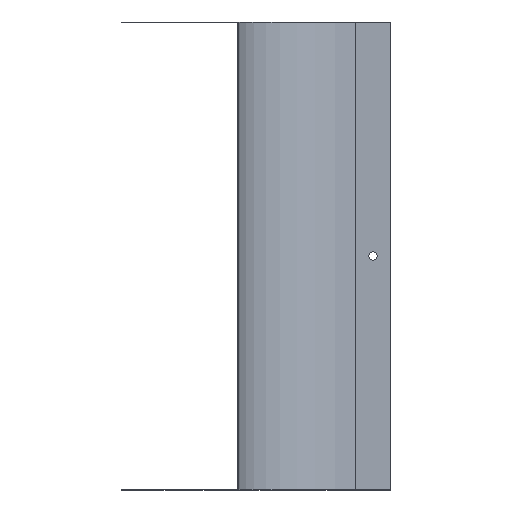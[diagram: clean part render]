
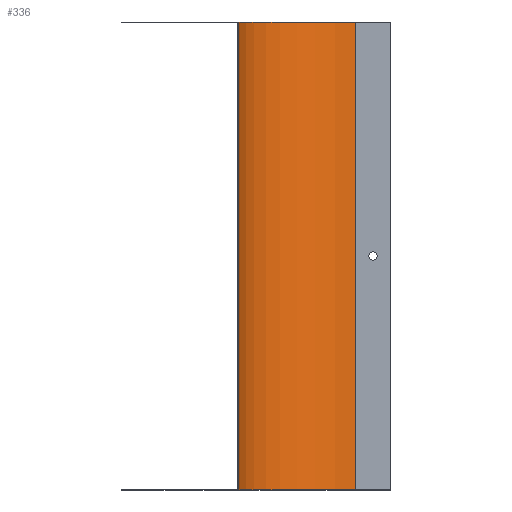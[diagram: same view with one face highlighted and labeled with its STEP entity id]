
A CAD part, front view. The second image highlights one B-rep face of the part: STEP entity #336.
In plain terms, the highlighted cylindrical face has radius 100 mm (diameter 200 mm), a partial arc.
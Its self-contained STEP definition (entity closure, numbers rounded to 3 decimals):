
#5 = AXIS2_PLACEMENT_3D ( 'NONE', #468, #469, #470 ) ;
#6 = AXIS2_PLACEMENT_3D ( 'NONE', #463, #464, #465 ) ;
#39 = CIRCLE ( 'NONE', #6, 100. ) ;
#41 = LINE ( 'NONE', #444, #43 ) ;
#42 = CIRCLE ( 'NONE', #5, 100. ) ;
#43 = VECTOR ( 'NONE', #445, 1000. ) ;
#108 = VECTOR ( 'NONE', #695, 1000. ) ;
#274 = CARTESIAN_POINT ( 'NONE',  ( 200., 130., -399.2 ) ) ;
#295 = AXIS2_PLACEMENT_3D ( 'NONE', #754, #753, #747 ) ;
#316 = EDGE_CURVE ( 'NONE', #1307, #1394, #1407, .T. ) ;
#336 = ADVANCED_FACE ( 'NONE', ( #574 ), #579, .F. ) ;
#444 = CARTESIAN_POINT ( 'NONE',  ( 200., 130., 0.8 ) ) ;
#445 = DIRECTION ( 'NONE',  ( 0., 0., -1. ) ) ;
#463 = CARTESIAN_POINT ( 'NONE',  ( 200., 30., -399.2 ) ) ;
#464 = DIRECTION ( 'NONE',  ( 0., 0., -1. ) ) ;
#465 = DIRECTION ( 'NONE',  ( 1., 0., 0. ) ) ;
#468 = CARTESIAN_POINT ( 'NONE',  ( 200., 30., 0.8 ) ) ;
#469 = DIRECTION ( 'NONE',  ( 0., 0., -1. ) ) ;
#470 = DIRECTION ( 'NONE',  ( 1., 0., 0. ) ) ;
#574 = FACE_OUTER_BOUND ( 'NONE', #1716, .T. ) ;
#579 = CYLINDRICAL_SURFACE ( 'NONE', #295, 100. ) ;
#690 = CARTESIAN_POINT ( 'NONE',  ( 100., 30., 0.8 ) ) ;
#695 = DIRECTION ( 'NONE',  ( 0., 0., -1. ) ) ;
#747 = DIRECTION ( 'NONE',  ( -1., 0., 0. ) ) ;
#753 = DIRECTION ( 'NONE',  ( 0., 0., -1. ) ) ;
#754 = CARTESIAN_POINT ( 'NONE',  ( 200., 30., 0.8 ) ) ;
#1039 = CARTESIAN_POINT ( 'NONE',  ( 100., 30., 0.8 ) ) ;
#1099 = CARTESIAN_POINT ( 'NONE',  ( 200., 130., 0.8 ) ) ;
#1130 = CARTESIAN_POINT ( 'NONE',  ( 100., 30., -399.2 ) ) ;
#1307 = VERTEX_POINT ( 'NONE', #1039 ) ;
#1361 = VERTEX_POINT ( 'NONE', #1099 ) ;
#1362 = VERTEX_POINT ( 'NONE', #274 ) ;
#1394 = VERTEX_POINT ( 'NONE', #1130 ) ;
#1407 = LINE ( 'NONE', #690, #108 ) ;
#1580 = ORIENTED_EDGE ( 'NONE', *, *, #1818, .F. ) ;
#1581 = ORIENTED_EDGE ( 'NONE', *, *, #1817, .F. ) ;
#1582 = ORIENTED_EDGE ( 'NONE', *, *, #1816, .T. ) ;
#1583 = ORIENTED_EDGE ( 'NONE', *, *, #316, .T. ) ;
#1716 = EDGE_LOOP ( 'NONE', ( #1583, #1582, #1581, #1580 ) ) ;
#1816 = EDGE_CURVE ( 'NONE', #1394, #1362, #39, .T. ) ;
#1817 = EDGE_CURVE ( 'NONE', #1361, #1362, #41, .T. ) ;
#1818 = EDGE_CURVE ( 'NONE', #1307, #1361, #42, .T. ) ;
